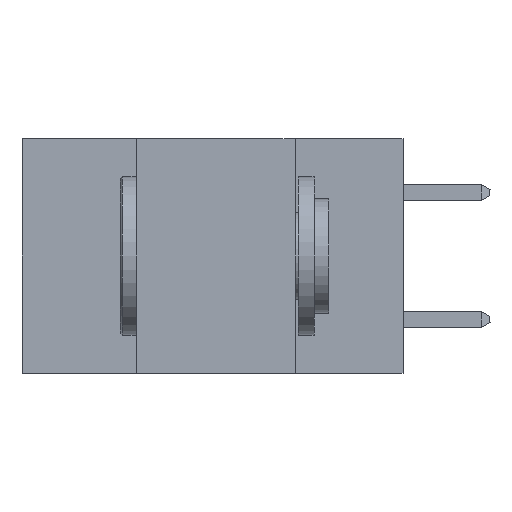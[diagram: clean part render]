
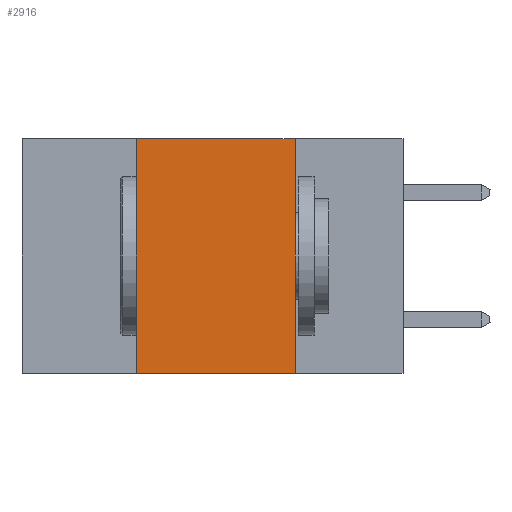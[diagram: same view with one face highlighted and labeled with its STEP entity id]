
A CAD part, left-side view. The second image highlights one B-rep face of the part: STEP entity #2916.
In plain terms, the highlighted planar face has unit normal (-1, 0, 0).
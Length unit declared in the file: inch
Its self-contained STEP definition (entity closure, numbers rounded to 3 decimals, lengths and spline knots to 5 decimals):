
#664 = ORIENTED_EDGE ( 'NONE', *, *, #9379, .F. ) ;
#1865 = CARTESIAN_POINT ( 'NONE',  ( 0., 0.42, -0.37 ) ) ;
#2495 = EDGE_CURVE ( 'NONE', #11541, #22917, #17772, .T. ) ;
#2851 = VERTEX_POINT ( 'NONE', #1865 ) ;
#2916 = ADVANCED_FACE ( 'NONE', ( #25331 ), #24797, .F. ) ;
#3293 = EDGE_CURVE ( 'NONE', #2851, #11541, #24650, .T. ) ;
#3736 = ORIENTED_EDGE ( 'NONE', *, *, #3293, .F. ) ;
#4293 = VECTOR ( 'NONE', #15259, 39.37008 ) ;
#4615 = DIRECTION ( 'NONE',  ( 0., -1., 0. ) ) ;
#5362 = DIRECTION ( 'NONE',  ( 0., 0., -1. ) ) ;
#7441 = DIRECTION ( 'NONE',  ( 0., 0., 1. ) ) ;
#9379 = EDGE_CURVE ( 'NONE', #22917, #14484, #24175, .T. ) ;
#11525 = VECTOR ( 'NONE', #4615, 39.37008 ) ;
#11541 = VERTEX_POINT ( 'NONE', #18084 ) ;
#12004 = EDGE_CURVE ( 'NONE', #2851, #14484, #21388, .T. ) ;
#12696 = CARTESIAN_POINT ( 'NONE',  ( 0., 0.17, 0. ) ) ;
#13654 = VECTOR ( 'NONE', #5362, 39.37008 ) ;
#13739 = CARTESIAN_POINT ( 'NONE',  ( 0., 0.17, 0. ) ) ;
#13879 = EDGE_LOOP ( 'NONE', ( #664, #24570, #3736, #14509 ) ) ;
#14407 = CARTESIAN_POINT ( 'NONE',  ( 0., 0.6, 0. ) ) ;
#14484 = VERTEX_POINT ( 'NONE', #15751 ) ;
#14509 = ORIENTED_EDGE ( 'NONE', *, *, #12004, .T. ) ;
#14968 = AXIS2_PLACEMENT_3D ( 'NONE', #14407, #22971, #24617 ) ;
#15259 = DIRECTION ( 'NONE',  ( 0., -1., 0. ) ) ;
#15456 = VECTOR ( 'NONE', #7441, 39.37008 ) ;
#15751 = CARTESIAN_POINT ( 'NONE',  ( 0., 0.17, -0.37 ) ) ;
#17202 = CARTESIAN_POINT ( 'NONE',  ( 0., 0.6, -0.37 ) ) ;
#17687 = CARTESIAN_POINT ( 'NONE',  ( 0., 0.42, 0. ) ) ;
#17772 = LINE ( 'NONE', #19227, #4293 ) ;
#18084 = CARTESIAN_POINT ( 'NONE',  ( 0., 0.42, 0. ) ) ;
#19227 = CARTESIAN_POINT ( 'NONE',  ( 0., 0.6, 0. ) ) ;
#21388 = LINE ( 'NONE', #17202, #11525 ) ;
#22917 = VERTEX_POINT ( 'NONE', #12696 ) ;
#22971 = DIRECTION ( 'NONE',  ( 1., 0., 0. ) ) ;
#24175 = LINE ( 'NONE', #13739, #13654 ) ;
#24570 = ORIENTED_EDGE ( 'NONE', *, *, #2495, .F. ) ;
#24617 = DIRECTION ( 'NONE',  ( 0., 0., -1. ) ) ;
#24650 = LINE ( 'NONE', #17687, #15456 ) ;
#24797 = PLANE ( 'NONE',  #14968 ) ;
#25331 = FACE_OUTER_BOUND ( 'NONE', #13879, .T. ) ;
